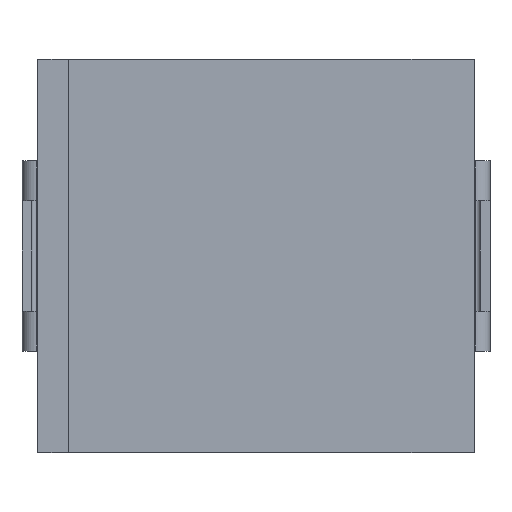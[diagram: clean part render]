
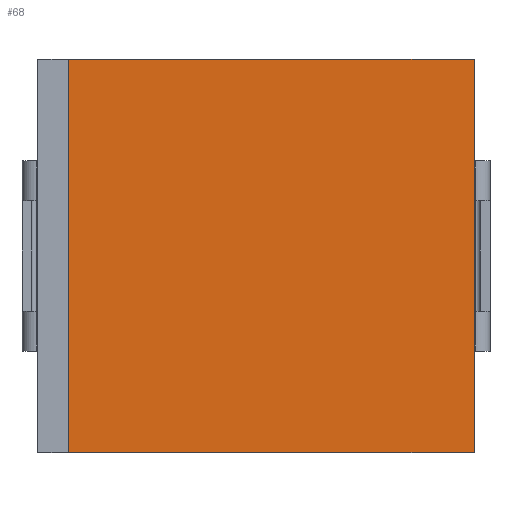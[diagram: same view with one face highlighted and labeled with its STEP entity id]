
A CAD part, top view. The second image highlights one B-rep face of the part: STEP entity #68.
In plain terms, the highlighted planar face has unit normal (0, 0, 1).
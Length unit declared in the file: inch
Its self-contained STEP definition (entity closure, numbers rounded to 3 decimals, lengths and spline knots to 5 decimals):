
#44 = VERTEX_POINT ( 'NONE', #815 ) ;
#55 = ORIENTED_EDGE ( 'NONE', *, *, #185, .T. ) ;
#60 = EDGE_CURVE ( 'NONE', #71, #342, #931, .T. ) ;
#67 = VERTEX_POINT ( 'NONE', #791 ) ;
#68 = ADVANCED_FACE ( 'NONE', ( #790 ), #770, .T. ) ;
#70 = EDGE_CURVE ( 'NONE', #67, #71, #745, .T. ) ;
#71 = VERTEX_POINT ( 'NONE', #741 ) ;
#72 = EDGE_CURVE ( 'NONE', #67, #44, #740, .T. ) ;
#74 = ORIENTED_EDGE ( 'NONE', *, *, #70, .T. ) ;
#75 = EDGE_LOOP ( 'NONE', ( #74, #93, #55, #98 ) ) ;
#93 = ORIENTED_EDGE ( 'NONE', *, *, #60, .T. ) ;
#98 = ORIENTED_EDGE ( 'NONE', *, *, #72, .F. ) ;
#185 = EDGE_CURVE ( 'NONE', #342, #44, #1087, .T. ) ;
#342 = VERTEX_POINT ( 'NONE', #1409 ) ;
#737 = DIRECTION ( 'NONE',  ( 0., 1., 0. ) ) ;
#738 = VECTOR ( 'NONE', #737, 39.37008 ) ;
#739 = CARTESIAN_POINT ( 'NONE',  ( -0.1185, -0.12402, 0.136 ) ) ;
#740 = LINE ( 'NONE', #739, #738 ) ;
#741 = CARTESIAN_POINT ( 'NONE',  ( 0.13764, -0.12402, 0.136 ) ) ;
#742 = DIRECTION ( 'NONE',  ( 1., 0., 0. ) ) ;
#743 = VECTOR ( 'NONE', #742, 39.37008 ) ;
#744 = CARTESIAN_POINT ( 'NONE',  ( -0.1185, -0.12402, 0.136 ) ) ;
#745 = LINE ( 'NONE', #744, #743 ) ;
#746 = DIRECTION ( 'NONE',  ( 1., 0., 0. ) ) ;
#747 = DIRECTION ( 'NONE',  ( 0., 0., 1. ) ) ;
#748 = AXIS2_PLACEMENT_3D ( 'NONE', #771, #747, #746 ) ;
#770 = PLANE ( 'NONE',  #748 ) ;
#771 = CARTESIAN_POINT ( 'NONE',  ( 0., 0., 0.136 ) ) ;
#790 = FACE_OUTER_BOUND ( 'NONE', #75, .T. ) ;
#791 = CARTESIAN_POINT ( 'NONE',  ( -0.1185, -0.12402, 0.136 ) ) ;
#815 = CARTESIAN_POINT ( 'NONE',  ( -0.1185, 0.12402, 0.136 ) ) ;
#928 = DIRECTION ( 'NONE',  ( 0., 1., 0. ) ) ;
#929 = VECTOR ( 'NONE', #928, 39.37008 ) ;
#930 = CARTESIAN_POINT ( 'NONE',  ( 0.13764, -0.12402, 0.136 ) ) ;
#931 = LINE ( 'NONE', #930, #929 ) ;
#1084 = DIRECTION ( 'NONE',  ( -1., 0., 0. ) ) ;
#1085 = VECTOR ( 'NONE', #1084, 39.37008 ) ;
#1086 = CARTESIAN_POINT ( 'NONE',  ( 0.13764, 0.12402, 0.136 ) ) ;
#1087 = LINE ( 'NONE', #1086, #1085 ) ;
#1409 = CARTESIAN_POINT ( 'NONE',  ( 0.13764, 0.12402, 0.136 ) ) ;
